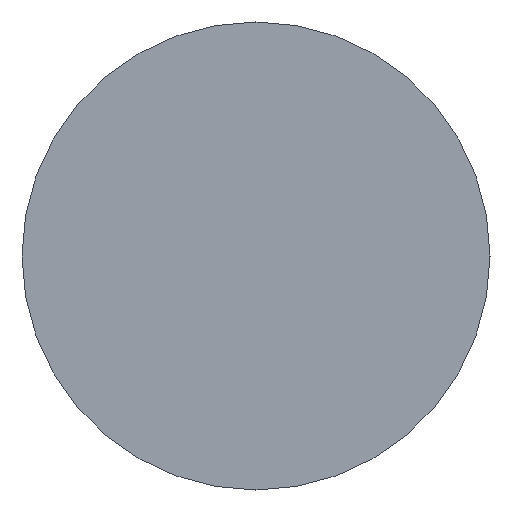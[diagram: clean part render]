
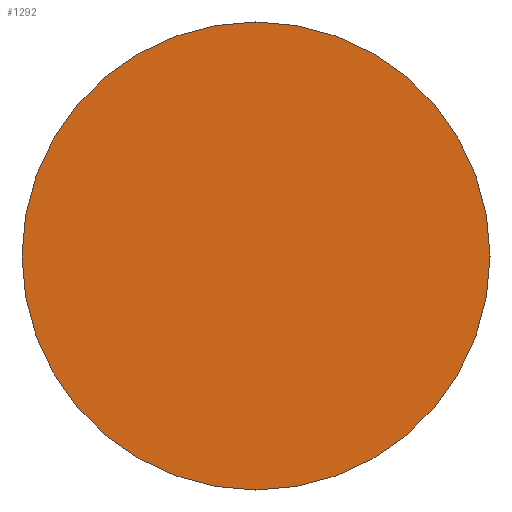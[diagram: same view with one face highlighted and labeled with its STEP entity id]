
A CAD part, left-side view. The second image highlights one B-rep face of the part: STEP entity #1292.
In plain terms, the highlighted planar face has unit normal (-1, 0, 0).
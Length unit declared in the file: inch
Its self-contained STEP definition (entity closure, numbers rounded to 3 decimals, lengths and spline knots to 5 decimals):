
#165 = VERTEX_POINT ( 'NONE', #1781 ) ;
#171 = DIRECTION ( 'NONE',  ( -1., 0., 0. ) ) ;
#346 = CIRCLE ( 'NONE', #550, 2. ) ;
#426 = ORIENTED_EDGE ( 'NONE', *, *, #1769, .T. ) ;
#430 = VERTEX_POINT ( 'NONE', #647 ) ;
#442 = CIRCLE ( 'NONE', #2606, 2. ) ;
#509 = FACE_OUTER_BOUND ( 'NONE', #842, .T. ) ;
#530 = DIRECTION ( 'NONE',  ( -1., 0., 0. ) ) ;
#550 = AXIS2_PLACEMENT_3D ( 'NONE', #1084, #171, #1315 ) ;
#647 = CARTESIAN_POINT ( 'NONE',  ( 0., 0., 2. ) ) ;
#842 = EDGE_LOOP ( 'NONE', ( #3616, #426 ) ) ;
#1084 = CARTESIAN_POINT ( 'NONE',  ( 0., 0., 0. ) ) ;
#1292 = ADVANCED_FACE ( 'NONE', ( #509 ), #1672, .F. ) ;
#1315 = DIRECTION ( 'NONE',  ( 0., 0., 1. ) ) ;
#1379 = DIRECTION ( 'NONE',  ( 1., 0., 0. ) ) ;
#1474 = CARTESIAN_POINT ( 'NONE',  ( 0., 0., 0. ) ) ;
#1672 = PLANE ( 'NONE',  #3140 ) ;
#1769 = EDGE_CURVE ( 'NONE', #165, #430, #346, .T. ) ;
#1781 = CARTESIAN_POINT ( 'NONE',  ( 0., 0., -2. ) ) ;
#2176 = DIRECTION ( 'NONE',  ( 0., 0., -1. ) ) ;
#2606 = AXIS2_PLACEMENT_3D ( 'NONE', #1474, #530, #2916 ) ;
#2916 = DIRECTION ( 'NONE',  ( 0., 0., 1. ) ) ;
#2941 = EDGE_CURVE ( 'NONE', #430, #165, #442, .T. ) ;
#3140 = AXIS2_PLACEMENT_3D ( 'NONE', #3643, #1379, #2176 ) ;
#3616 = ORIENTED_EDGE ( 'NONE', *, *, #2941, .T. ) ;
#3643 = CARTESIAN_POINT ( 'NONE',  ( 0., 2., 0. ) ) ;
